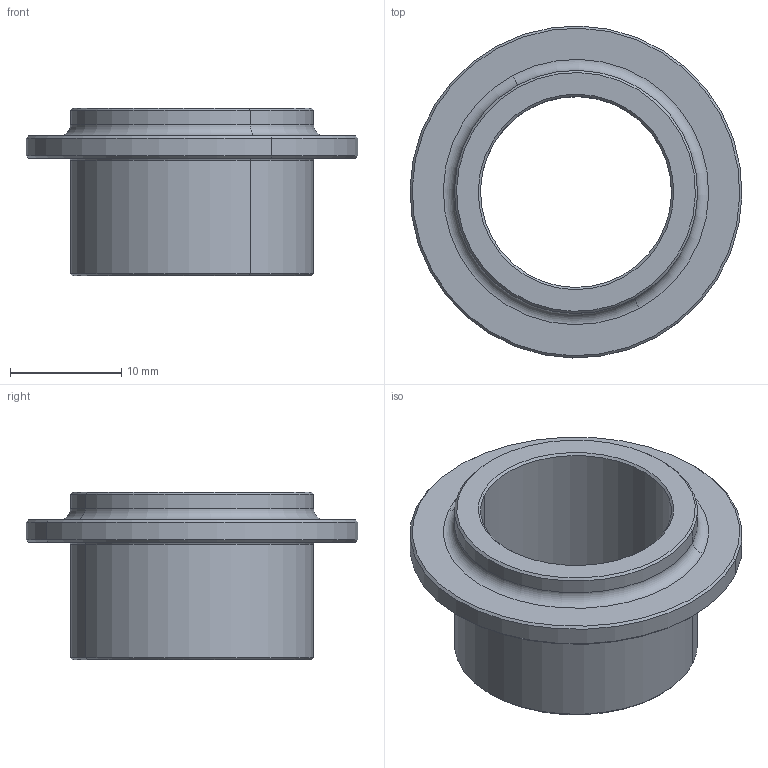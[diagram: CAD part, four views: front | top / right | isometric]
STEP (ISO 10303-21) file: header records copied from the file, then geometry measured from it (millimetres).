
FILE_DESCRIPTION(('CATIA V5 STEP Exchange','CAx-IF Rec.Pracs.--- Model Styling and Organization---1.4--- 2014-01-23'),'2;1');
FILE_NAME('71110391A.stp','2020-06-03T09:34:30+00:00',('none'),('none'),'CATIA Version 5-6 Release 2018 SP3 HF19','CATIA V5 STEP AP214','none');
FILE_SCHEMA(('AUTOMOTIVE_DESIGN { 1 0 10303 214 1 1 1 1 }'));
Length unit declared in the file: millimetre
Products named in the file (1): 71110391A-OUTER BUSH-900SS/97 900MS/00
Bounding box: 29.89 x 29.89 x 15.1 mm (x, y, z)
Volume: 2837.4 mm3; surface area: 2758.8 mm2
Topology: 1 solids, 1 shells, 28 faces, 56 edges, 32 vertices
Faces by surface type: cone 12, cylinder 8, plane 4, torus 4
Entity records: 692 total; most frequent: CARTESIAN_POINT 112, ORIENTED_EDGE 112, DIRECTION 102, AXIS2_PLACEMENT_3D 60, EDGE_CURVE 56, CIRCLE 36, EDGE_LOOP 32, VERTEX_POINT 32
